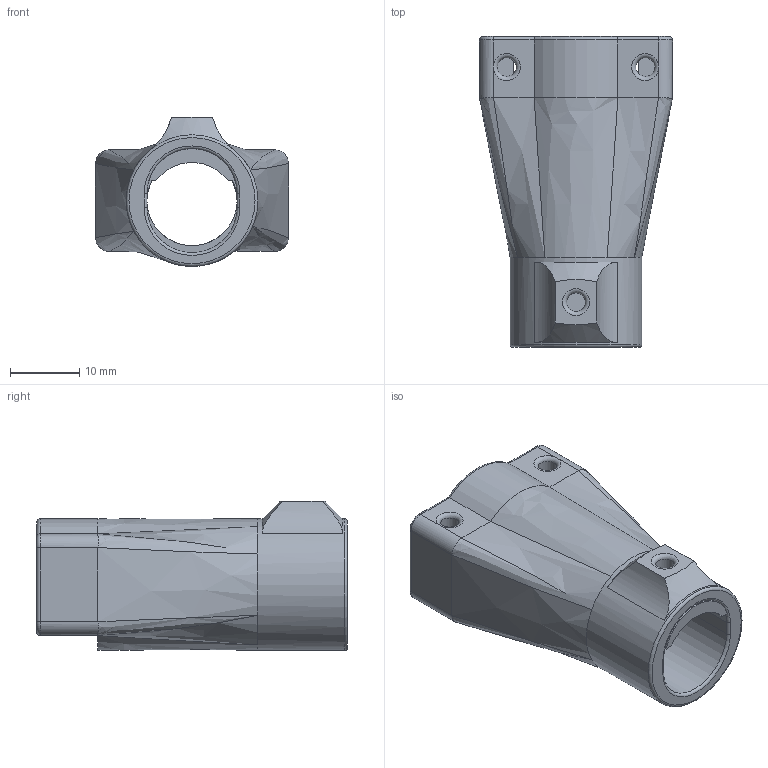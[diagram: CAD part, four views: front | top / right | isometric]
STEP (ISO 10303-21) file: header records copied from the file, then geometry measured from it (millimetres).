
FILE_DESCRIPTION(/* description */ (''),/* implementation_level */ '2;1');
FILE_NAME(/* name */ 'B-Microfit-16P-Clamp-F.stp',/* time_stamp */ '2020-11-28T12:32:26-08:00',/* author */ (''),/* organization */ (''),/* preprocessor_version */ 'ST-DEVELOPER v18.1',/* originating_system */ 'Autodesk Translation Framework v9.3.0.1241',/* authorisation */ '');
FILE_SCHEMA (('AUTOMOTIVE_DESIGN { 1 0 10303 214 3 1 1 }'));
Length unit declared in the file: millimetre
Products named in the file (1): FusionComponent
Bounding box: 27.85 x 44.85 x 21.5 mm (x, y, z)
Volume: 7802.1 mm3; surface area: 6162.1 mm2
Topology: 2 solids, 2 shells, 105 faces, 280 edges, 174 vertices
Faces by surface type: plane 37, cylinder 36, bspline 18, torus 12, cone 2
Full cylindrical faces by diameter (mm): 2.7 x4, 19 x1
Entity records: 3933 total; most frequent: CARTESIAN_POINT 1360, ORIENTED_EDGE 552, DIRECTION 502, EDGE_CURVE 276, AXIS2_PLACEMENT_3D 188, VERTEX_POINT 174, LINE 126, VECTOR 126
